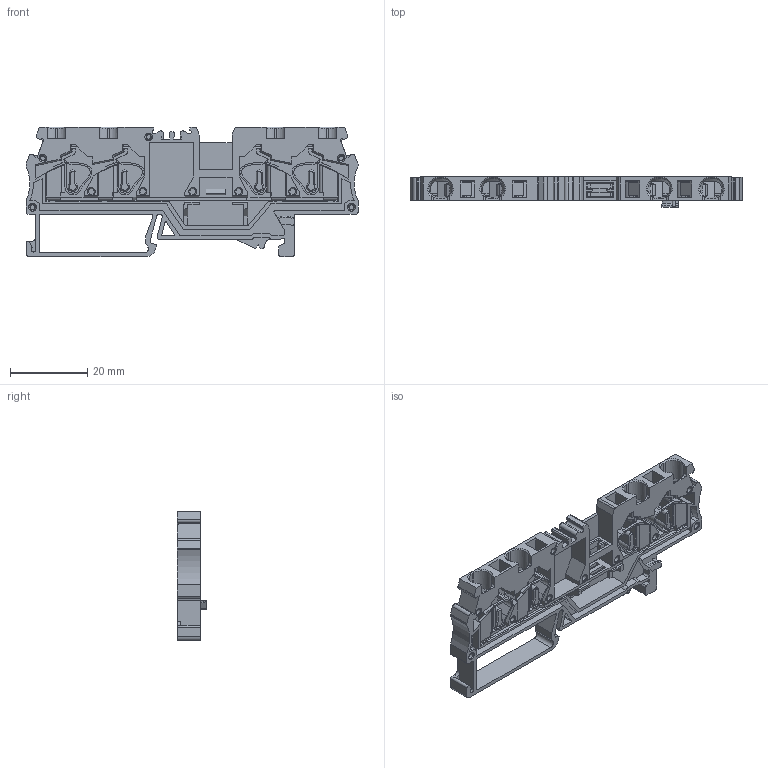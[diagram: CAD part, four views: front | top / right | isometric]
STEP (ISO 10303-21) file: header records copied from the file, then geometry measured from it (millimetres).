
FILE_DESCRIPTION(/* description */ ('Unknown'),/* implementation_level */ '2;1');
FILE_NAME(/* name */ 'DST 4-2X2',/* time_stamp */ '2018-10-24T14:00:20+06:00',/* author */ ('Unknown'),/* organization */ ('Unknown'),/* preprocessor_version */ 'ST-DEVELOPER v16.7',/* originating_system */ 'DEX',/* authorisation */ $);
FILE_SCHEMA (('AUTOMOTIVE_DESIGN {1 0 10303 214 3 1 1}'));
Length unit declared in the file: millimetre
Products named in the file (1): Part1
Bounding box: 86 x 7.75 x 33.5 mm (x, y, z)
Volume: 6442.4 mm3; surface area: 12316.7 mm2
Topology: 1 solids, 1 shells, 1180 faces, 3395 edges, 2243 vertices
Faces by surface type: plane 824, cylinder 238, bspline 78, cone 20, torus 20
Full cylindrical faces by diameter (mm): 1.6 x10
Entity records: 50808 total; most frequent: CARTESIAN_POINT 11946, ORIENTED_EDGE 6706, DIRECTION 5796, EDGE_CURVE 3353, LINE 2536, VECTOR 2536, VERTEX_POINT 2238, AXIS2_PLACEMENT_3D 1630
